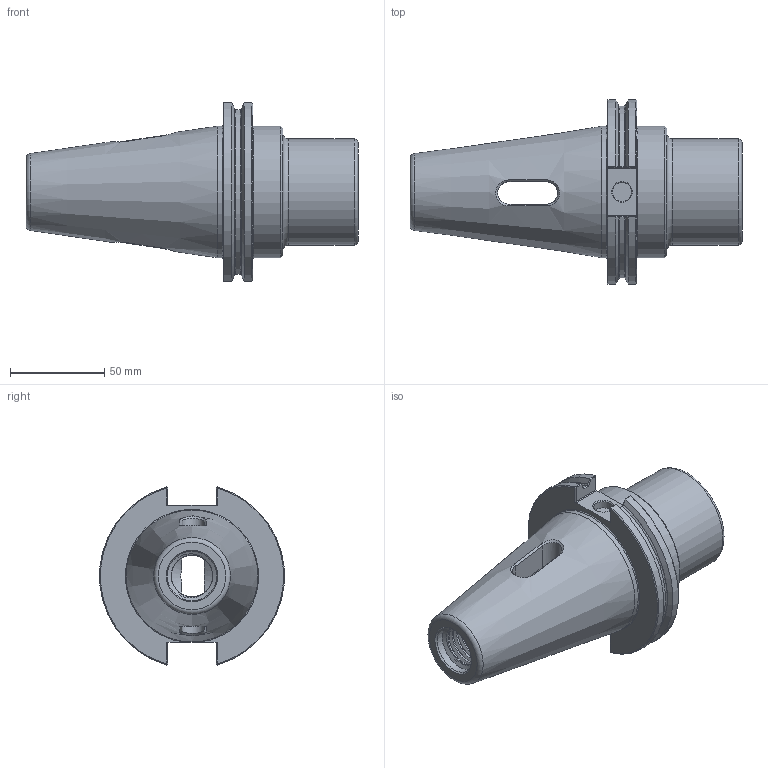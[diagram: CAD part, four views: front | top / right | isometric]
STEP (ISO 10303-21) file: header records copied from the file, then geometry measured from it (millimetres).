
FILE_DESCRIPTION(/* description */ (''),/* implementation_level */ '2;1');
FILE_NAME(/* name */ 'CAT50-MA4-0295 v1.step',/* time_stamp */ '2023-12-19T14:47:32-06:00',/* author */ (''),/* organization */ (''),/* preprocessor_version */ 'ST-DEVELOPER v20',/* originating_system */ 'Autodesk Translation Framework v12.9.0.99',/* authorisation */ '');
FILE_SCHEMA (('AUTOMOTIVE_DESIGN { 1 0 10303 214 3 1 1 }'));
Length unit declared in the file: millimetre
Products named in the file (1): CAT50-MA4-0295
Bounding box: 176.53 x 98.06 x 94.76 mm (x, y, z)
Volume: 408151.2 mm3; surface area: 63546.2 mm2
Topology: 1 solids, 1 shells, 173 faces, 472 edges, 301 vertices
Faces by surface type: bspline 50, plane 48, cylinder 44, cone 20, torus 11
Full cylindrical faces by diameter (mm): 10 x1, 22.159 x12, 25.4 x11, 26.4 x1, 29.645 x1, 32 x1, 56.563 x1, 69.85 x2
Entity records: 9811 total; most frequent: CARTESIAN_POINT 5975, ORIENTED_EDGE 944, DIRECTION 556, EDGE_CURVE 472, VERTEX_POINT 301, B_SPLINE_CURVE_WITH_KNOTS 224, AXIS2_PLACEMENT_3D 195, EDGE_LOOP 179
